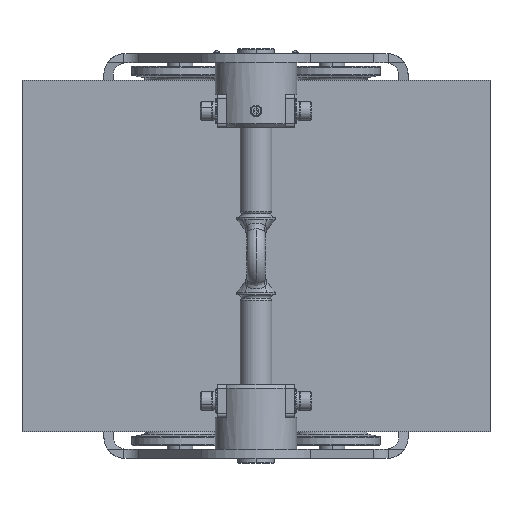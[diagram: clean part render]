
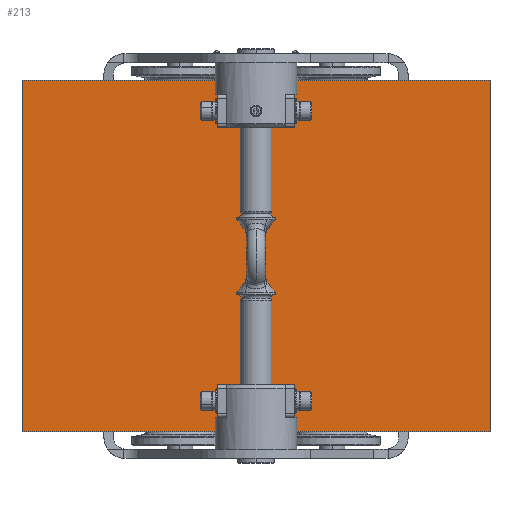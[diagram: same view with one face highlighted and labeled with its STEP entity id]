
A CAD part, front view. The second image highlights one B-rep face of the part: STEP entity #213.
In plain terms, the highlighted planar face has unit normal (0, -1, 0).
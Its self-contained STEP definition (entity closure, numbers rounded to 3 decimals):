
#213 = ADVANCED_FACE ( 'NONE', ( #13348 ), #7871, .T. ) ;
#2087 = CARTESIAN_POINT ( 'NONE',  ( -200., -150., 150. ) ) ;
#3683 = DIRECTION ( 'NONE',  ( 1., 0., 0. ) ) ;
#4091 = DIRECTION ( 'NONE',  ( 0., 0., -1. ) ) ;
#4097 = VERTEX_POINT ( 'NONE', #12706 ) ;
#4147 = ORIENTED_EDGE ( 'NONE', *, *, #50505, .F. ) ;
#5651 = ORIENTED_EDGE ( 'NONE', *, *, #22382, .T. ) ;
#6074 = CARTESIAN_POINT ( 'NONE',  ( 200., -150., -150. ) ) ;
#6149 = VECTOR ( 'NONE', #48525, 1000. ) ;
#7871 = PLANE ( 'NONE',  #34006 ) ;
#9950 = VERTEX_POINT ( 'NONE', #19567 ) ;
#11139 = LINE ( 'NONE', #26243, #16228 ) ;
#12067 = ORIENTED_EDGE ( 'NONE', *, *, #41617, .T. ) ;
#12150 = CARTESIAN_POINT ( 'NONE',  ( -200., -150., 150. ) ) ;
#12706 = CARTESIAN_POINT ( 'NONE',  ( -200., -150., -150. ) ) ;
#13277 = DIRECTION ( 'NONE',  ( 0., 0., -1. ) ) ;
#13348 = FACE_OUTER_BOUND ( 'NONE', #37096, .T. ) ;
#15352 = CARTESIAN_POINT ( 'NONE',  ( 200., -150., 150. ) ) ;
#15669 = VERTEX_POINT ( 'NONE', #6074 ) ;
#16228 = VECTOR ( 'NONE', #18459, 1000. ) ;
#18459 = DIRECTION ( 'NONE',  ( 0., 0., -1. ) ) ;
#19567 = CARTESIAN_POINT ( 'NONE',  ( -200., -150., 150. ) ) ;
#20281 = EDGE_CURVE ( 'NONE', #9950, #34922, #38355, .T. ) ;
#22382 = EDGE_CURVE ( 'NONE', #9950, #4097, #11139, .T. ) ;
#23431 = LINE ( 'NONE', #28290, #50482 ) ;
#26243 = CARTESIAN_POINT ( 'NONE',  ( -200., -150., 150. ) ) ;
#27661 = VECTOR ( 'NONE', #13277, 1000. ) ;
#28290 = CARTESIAN_POINT ( 'NONE',  ( -200., -150., -150. ) ) ;
#34006 = AXIS2_PLACEMENT_3D ( 'NONE', #12150, #36666, #4091 ) ;
#34922 = VERTEX_POINT ( 'NONE', #15352 ) ;
#36666 = DIRECTION ( 'NONE',  ( 0., -1., 0. ) ) ;
#37096 = EDGE_LOOP ( 'NONE', ( #4147, #47047, #5651, #12067 ) ) ;
#38355 = LINE ( 'NONE', #2087, #6149 ) ;
#41617 = EDGE_CURVE ( 'NONE', #4097, #15669, #23431, .T. ) ;
#47011 = LINE ( 'NONE', #49822, #27661 ) ;
#47047 = ORIENTED_EDGE ( 'NONE', *, *, #20281, .F. ) ;
#48525 = DIRECTION ( 'NONE',  ( 1., 0., 0. ) ) ;
#49822 = CARTESIAN_POINT ( 'NONE',  ( 200., -150., 150. ) ) ;
#50482 = VECTOR ( 'NONE', #3683, 1000. ) ;
#50505 = EDGE_CURVE ( 'NONE', #34922, #15669, #47011, .T. ) ;
